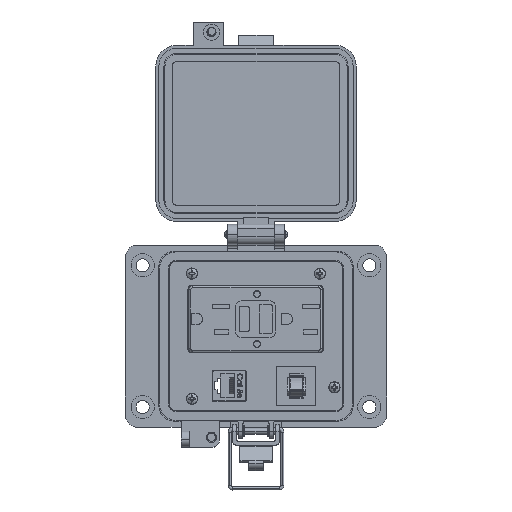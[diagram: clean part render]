
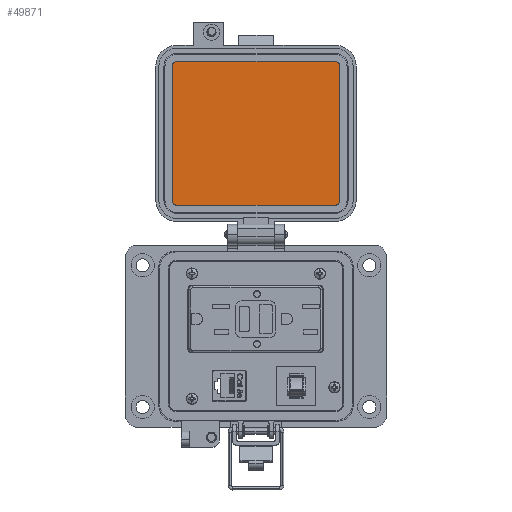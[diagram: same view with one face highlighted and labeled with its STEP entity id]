
A CAD part, top view. The second image highlights one B-rep face of the part: STEP entity #49871.
In plain terms, the highlighted planar face has unit normal (0, 0, 1).
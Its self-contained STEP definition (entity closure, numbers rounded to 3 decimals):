
#215 = VECTOR ( 'NONE', #181384, 1000. ) ;
#5504 = CARTESIAN_POINT ( 'NONE',  ( -42.469, 60.004, 19.202 ) ) ;
#17733 = ORIENTED_EDGE ( 'NONE', *, *, #92390, .F. ) ;
#19557 = DIRECTION ( 'NONE',  ( 0., 0., -1. ) ) ;
#21822 = CIRCLE ( 'NONE', #159730, 2.299 ) ;
#22401 = CARTESIAN_POINT ( 'NONE',  ( 35.912, 57.705, 19.202 ) ) ;
#22632 = VECTOR ( 'NONE', #58722, 1000. ) ;
#24793 = VERTEX_POINT ( 'NONE', #142111 ) ;
#27723 = AXIS2_PLACEMENT_3D ( 'NONE', #37845, #58283, #124108 ) ;
#31001 = DIRECTION ( 'NONE',  ( 0., -1., 0. ) ) ;
#32687 = EDGE_CURVE ( 'NONE', #128093, #39039, #199083, .T. ) ;
#37845 = CARTESIAN_POINT ( 'NONE',  ( 39.871, 130.108, 19.202 ) ) ;
#38246 = AXIS2_PLACEMENT_3D ( 'NONE', #71941, #173296, #105389 ) ;
#39039 = VERTEX_POINT ( 'NONE', #72612 ) ;
#39779 = ORIENTED_EDGE ( 'NONE', *, *, #91325, .F. ) ;
#49871 = ADVANCED_FACE ( 'NONE', ( #87490 ), #123034, .T. ) ;
#58283 = DIRECTION ( 'NONE',  ( 0., 0., 1. ) ) ;
#58722 = DIRECTION ( 'NONE',  ( 0., 1., 0. ) ) ;
#65992 = CARTESIAN_POINT ( 'NONE',  ( -3.279, 128.688, 19.202 ) ) ;
#68176 = DIRECTION ( 'NONE',  ( 1., 0., 0. ) ) ;
#71941 = CARTESIAN_POINT ( 'NONE',  ( 35.912, 60.004, 19.202 ) ) ;
#72612 = CARTESIAN_POINT ( 'NONE',  ( 38.212, 60.004, 19.202 ) ) ;
#78464 = CARTESIAN_POINT ( 'NONE',  ( 38.212, 126.389, 19.202 ) ) ;
#81583 = VERTEX_POINT ( 'NONE', #161168 ) ;
#87490 = FACE_OUTER_BOUND ( 'NONE', #212846, .T. ) ;
#88465 = VERTEX_POINT ( 'NONE', #100263 ) ;
#88960 = CARTESIAN_POINT ( 'NONE',  ( -44.769, 93.196, 19.202 ) ) ;
#91325 = EDGE_CURVE ( 'NONE', #119636, #24793, #208595, .T. ) ;
#91836 = ORIENTED_EDGE ( 'NONE', *, *, #32687, .F. ) ;
#92390 = EDGE_CURVE ( 'NONE', #81583, #128093, #190665, .T. ) ;
#94813 = ORIENTED_EDGE ( 'NONE', *, *, #195900, .F. ) ;
#96721 = LINE ( 'NONE', #193815, #124197 ) ;
#100263 = CARTESIAN_POINT ( 'NONE',  ( -42.469, 57.705, 19.202 ) ) ;
#101132 = VERTEX_POINT ( 'NONE', #22401 ) ;
#103751 = CIRCLE ( 'NONE', #38246, 2.299 ) ;
#105389 = DIRECTION ( 'NONE',  ( 0., -1., 0. ) ) ;
#105740 = ORIENTED_EDGE ( 'NONE', *, *, #132959, .F. ) ;
#106517 = DIRECTION ( 'NONE',  ( 0., 0., -1. ) ) ;
#108710 = ORIENTED_EDGE ( 'NONE', *, *, #141840, .F. ) ;
#109403 = CARTESIAN_POINT ( 'NONE',  ( -42.469, 128.688, 19.202 ) ) ;
#113944 = CARTESIAN_POINT ( 'NONE',  ( 38.212, 93.196, 19.202 ) ) ;
#119636 = VERTEX_POINT ( 'NONE', #130203 ) ;
#123034 = PLANE ( 'NONE',  #27723 ) ;
#124108 = DIRECTION ( 'NONE',  ( -1., 0., 0. ) ) ;
#124197 = VECTOR ( 'NONE', #160402, 1000. ) ;
#128093 = VERTEX_POINT ( 'NONE', #78464 ) ;
#128623 = CIRCLE ( 'NONE', #187081, 2.299 ) ;
#130141 = DIRECTION ( 'NONE',  ( 0., -1., 0. ) ) ;
#130203 = CARTESIAN_POINT ( 'NONE',  ( -44.769, 60.004, 19.202 ) ) ;
#130734 = LINE ( 'NONE', #65992, #215 ) ;
#132959 = EDGE_CURVE ( 'NONE', #101132, #88465, #96721, .T. ) ;
#136780 = DIRECTION ( 'NONE',  ( 1., 0., 0. ) ) ;
#138673 = ORIENTED_EDGE ( 'NONE', *, *, #196836, .F. ) ;
#141840 = EDGE_CURVE ( 'NONE', #39039, #101132, #103751, .T. ) ;
#142111 = CARTESIAN_POINT ( 'NONE',  ( -44.769, 126.389, 19.202 ) ) ;
#156141 = CARTESIAN_POINT ( 'NONE',  ( 35.912, 126.389, 19.202 ) ) ;
#157328 = VERTEX_POINT ( 'NONE', #109403 ) ;
#159730 = AXIS2_PLACEMENT_3D ( 'NONE', #5504, #19557, #68176 ) ;
#160402 = DIRECTION ( 'NONE',  ( -1., 0., 0. ) ) ;
#161168 = CARTESIAN_POINT ( 'NONE',  ( 35.912, 128.688, 19.202 ) ) ;
#173296 = DIRECTION ( 'NONE',  ( 0., 0., -1. ) ) ;
#176992 = ORIENTED_EDGE ( 'NONE', *, *, #204577, .F. ) ;
#180378 = AXIS2_PLACEMENT_3D ( 'NONE', #156141, #106517, #136780 ) ;
#181384 = DIRECTION ( 'NONE',  ( 1., 0., 0. ) ) ;
#181984 = CARTESIAN_POINT ( 'NONE',  ( -42.469, 126.389, 19.202 ) ) ;
#185387 = VECTOR ( 'NONE', #130141, 1000. ) ;
#187081 = AXIS2_PLACEMENT_3D ( 'NONE', #181984, #212230, #31001 ) ;
#190665 = CIRCLE ( 'NONE', #180378, 2.299 ) ;
#193815 = CARTESIAN_POINT ( 'NONE',  ( -3.279, 57.705, 19.202 ) ) ;
#195900 = EDGE_CURVE ( 'NONE', #24793, #157328, #128623, .T. ) ;
#196836 = EDGE_CURVE ( 'NONE', #88465, #119636, #21822, .T. ) ;
#199083 = LINE ( 'NONE', #113944, #185387 ) ;
#204577 = EDGE_CURVE ( 'NONE', #157328, #81583, #130734, .T. ) ;
#208595 = LINE ( 'NONE', #88960, #22632 ) ;
#212230 = DIRECTION ( 'NONE',  ( 0., 0., -1. ) ) ;
#212846 = EDGE_LOOP ( 'NONE', ( #108710, #91836, #17733, #176992, #94813, #39779, #138673, #105740 ) ) ;
